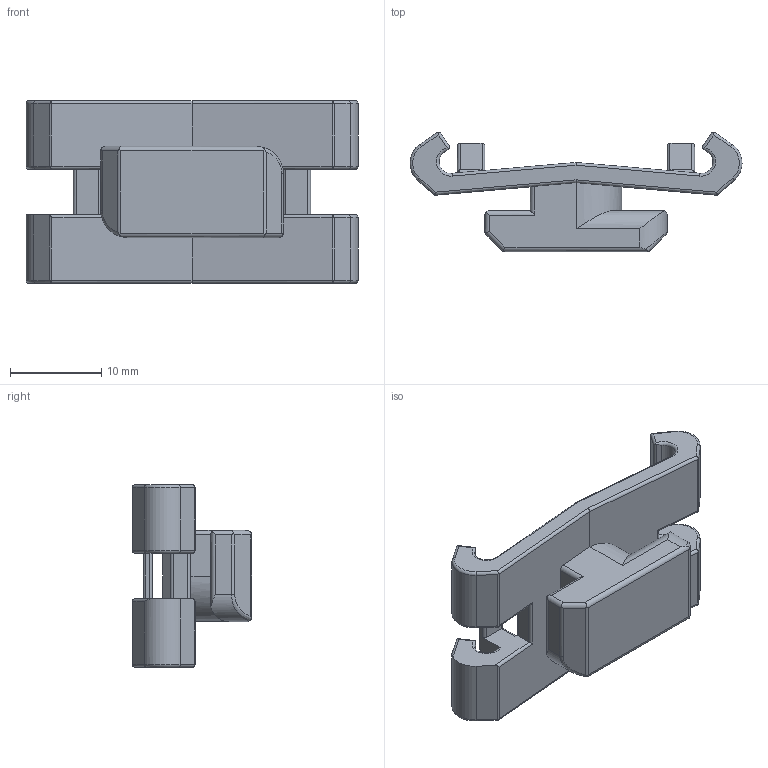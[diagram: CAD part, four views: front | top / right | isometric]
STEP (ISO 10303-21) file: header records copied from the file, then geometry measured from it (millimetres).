
FILE_DESCRIPTION(('Creo Elements/Direct Modeling STEP Export'),'2;1');
FILE_NAME('44.0501.1_Kabelkanalklipp-MMS-44_.stp','2022-03-21T 9:02:23',(''),(''),'PTC Creo Elements/Direct Modeling STEP processor for AP214 (Solid Model)','PTC Creo Elements/Direct Modeling 19.0C 15-Aug-2015 (C) Parametric Technology GmbH','');
FILE_SCHEMA(('AUTOMOTIVE_DESIGN { 1 0 10303 214 1 1 1 1 }'));
Length unit declared in the file: millimetre
Products named in the file (2): Kabelkanalklipp-MMS-44_44.0501.1_PX175505
Assembly tree (1 placements, depth 2):
  Kabelkanalklipp-MMS-44_44.0501.1_PX175505
    Kabelkanalklipp-MMS-44_44.0501.1_PX175505
Bounding box: 36.4 x 13.08 x 20 mm (x, y, z)
Volume: 3014 mm3; surface area: 2579.6 mm2
Topology: 1 solids, 1 shells, 187 faces, 531 edges, 342 vertices
Faces by surface type: cylinder 115, plane 55, torus 15, bspline 2
Entity records: 7309 total; most frequent: CARTESIAN_POINT 2328, ORIENTED_EDGE 1062, DIRECTION 1049, EDGE_CURVE 531, AXIS2_PLACEMENT_3D 396, VERTEX_POINT 342, VECTOR 257, LINE 257
